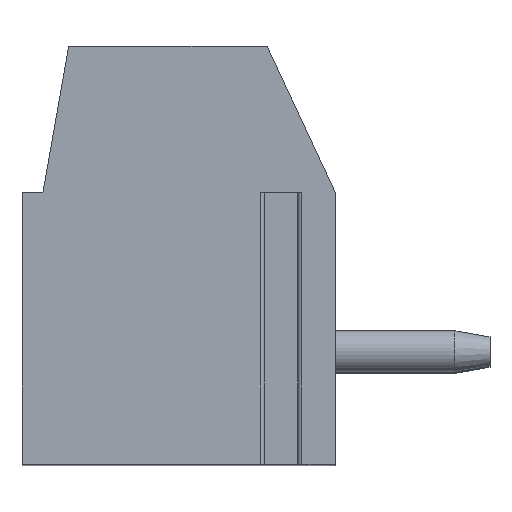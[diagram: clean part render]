
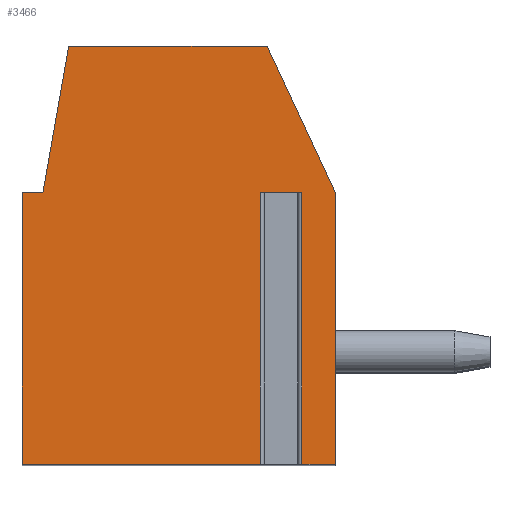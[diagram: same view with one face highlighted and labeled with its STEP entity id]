
A CAD part, top view. The second image highlights one B-rep face of the part: STEP entity #3466.
In plain terms, the highlighted planar face has unit normal (0, 0, 1).
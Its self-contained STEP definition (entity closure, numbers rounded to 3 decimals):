
#161=DIRECTION('',(-1.,0.,0.));
#162=VECTOR('',#161,0.996);
#163=CARTESIAN_POINT('',(2.948,1.5,17.5));
#164=LINE('',#163,#162);
#165=DIRECTION('',(0.,-1.,0.));
#166=VECTOR('',#165,6.5);
#167=CARTESIAN_POINT('',(1.952,1.5,17.5));
#168=LINE('',#167,#166);
#169=DIRECTION('',(1.,0.,0.));
#170=VECTOR('',#169,5.702);
#171=CARTESIAN_POINT('',(-3.75,-5.,17.5));
#172=LINE('',#171,#170);
#173=DIRECTION('',(0.,-1.,0.));
#174=VECTOR('',#173,6.5);
#175=CARTESIAN_POINT('',(-3.75,1.5,17.5));
#176=LINE('',#175,#174);
#177=DIRECTION('',(-1.,0.,0.));
#178=VECTOR('',#177,0.5);
#179=CARTESIAN_POINT('',(-3.25,1.5,17.5));
#180=LINE('',#179,#178);
#181=DIRECTION('',(-0.174,-0.985,0.));
#182=VECTOR('',#181,3.554);
#183=CARTESIAN_POINT('',(-2.633,5.,17.5));
#184=LINE('',#183,#182);
#185=DIRECTION('',(-1.,0.,0.));
#186=VECTOR('',#185,4.751);
#187=CARTESIAN_POINT('',(2.118,5.,17.5));
#188=LINE('',#187,#186);
#189=DIRECTION('',(-0.423,0.906,0.));
#190=VECTOR('',#189,3.862);
#191=CARTESIAN_POINT('',(3.75,1.5,17.5));
#192=LINE('',#191,#190);
#193=DIRECTION('',(0.,1.,0.));
#194=VECTOR('',#193,6.5);
#195=CARTESIAN_POINT('',(3.75,-5.,17.5));
#196=LINE('',#195,#194);
#197=DIRECTION('',(1.,0.,0.));
#198=VECTOR('',#197,0.802);
#199=CARTESIAN_POINT('',(2.948,-5.,17.5));
#200=LINE('',#199,#198);
#201=DIRECTION('',(0.,-1.,0.));
#202=VECTOR('',#201,6.5);
#203=CARTESIAN_POINT('',(2.948,1.5,17.5));
#204=LINE('',#203,#202);
#2623=CARTESIAN_POINT('',(3.75,-5.,17.5));
#2624=CARTESIAN_POINT('',(3.75,1.5,17.5));
#2625=VERTEX_POINT('',#2623);
#2626=VERTEX_POINT('',#2624);
#2627=CARTESIAN_POINT('',(2.118,5.,17.5));
#2628=VERTEX_POINT('',#2627);
#2629=CARTESIAN_POINT('',(-2.633,5.,17.5));
#2630=VERTEX_POINT('',#2629);
#2631=CARTESIAN_POINT('',(-3.25,1.5,17.5));
#2632=VERTEX_POINT('',#2631);
#2633=CARTESIAN_POINT('',(-3.75,1.5,17.5));
#2634=VERTEX_POINT('',#2633);
#2635=CARTESIAN_POINT('',(-3.75,-5.,17.5));
#2636=VERTEX_POINT('',#2635);
#2681=CARTESIAN_POINT('',(2.948,1.5,17.5));
#2682=CARTESIAN_POINT('',(1.952,1.5,17.5));
#2683=VERTEX_POINT('',#2681);
#2684=VERTEX_POINT('',#2682);
#2685=CARTESIAN_POINT('',(2.948,-5.,17.5));
#2686=VERTEX_POINT('',#2685);
#2687=CARTESIAN_POINT('',(1.952,-5.,17.5));
#2688=VERTEX_POINT('',#2687);
#3440=CARTESIAN_POINT('',(0.,0.,17.5));
#3441=DIRECTION('',(0.,0.,1.));
#3442=DIRECTION('',(1.,0.,0.));
#3443=AXIS2_PLACEMENT_3D('',#3440,#3441,#3442);
#3444=PLANE('',#3443);
#3446=ORIENTED_EDGE('',*,*,#3445,.T.);
#3448=ORIENTED_EDGE('',*,*,#3447,.T.);
#3449=ORIENTED_EDGE('',*,*,#3408,.F.);
#3451=ORIENTED_EDGE('',*,*,#3450,.F.);
#3453=ORIENTED_EDGE('',*,*,#3452,.F.);
#3455=ORIENTED_EDGE('',*,*,#3454,.F.);
#3457=ORIENTED_EDGE('',*,*,#3456,.F.);
#3459=ORIENTED_EDGE('',*,*,#3458,.F.);
#3461=ORIENTED_EDGE('',*,*,#3460,.F.);
#3462=ORIENTED_EDGE('',*,*,#3387,.F.);
#3463=ORIENTED_EDGE('',*,*,#3430,.F.);
#3464=EDGE_LOOP('',(#3446,#3448,#3449,#3451,#3453,#3455,#3457,#3459,#3461,#3462,
#3463));
#3465=FACE_OUTER_BOUND('',#3464,.F.);
#3387=EDGE_CURVE('',#2686,#2625,#200,.T.);
#3408=EDGE_CURVE('',#2636,#2688,#172,.T.);
#3430=EDGE_CURVE('',#2683,#2686,#204,.T.);
#3445=EDGE_CURVE('',#2683,#2684,#164,.T.);
#3447=EDGE_CURVE('',#2684,#2688,#168,.T.);
#3450=EDGE_CURVE('',#2634,#2636,#176,.T.);
#3452=EDGE_CURVE('',#2632,#2634,#180,.T.);
#3454=EDGE_CURVE('',#2630,#2632,#184,.T.);
#3456=EDGE_CURVE('',#2628,#2630,#188,.T.);
#3458=EDGE_CURVE('',#2626,#2628,#192,.T.);
#3460=EDGE_CURVE('',#2625,#2626,#196,.T.);
#3466=ADVANCED_FACE('',(#3465),#3444,.T.);
